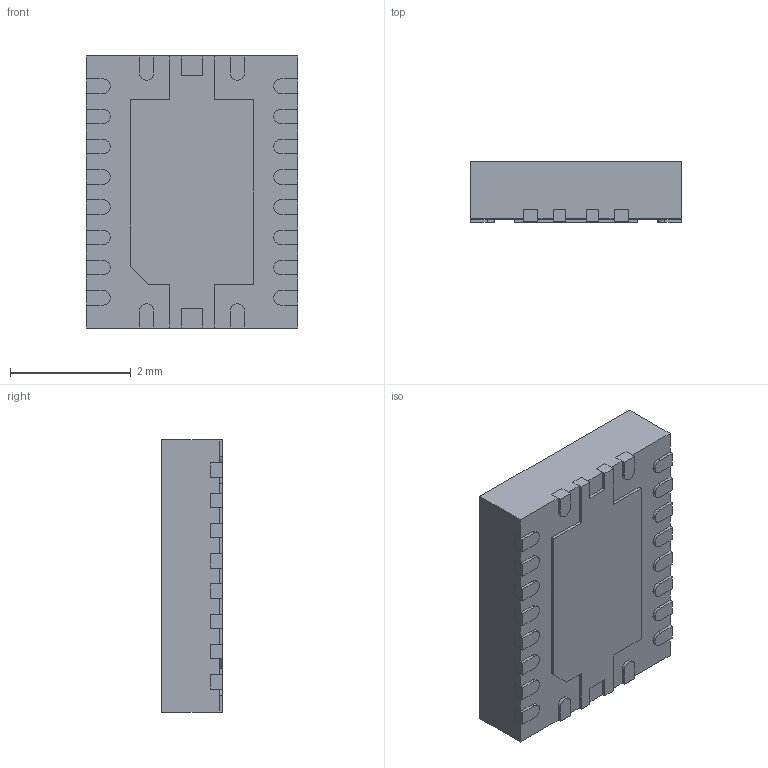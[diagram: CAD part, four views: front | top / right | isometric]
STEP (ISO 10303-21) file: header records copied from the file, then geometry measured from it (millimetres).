
FILE_DESCRIPTION (( 'STEP AP214' ), '1' );
FILE_NAME ('RHL20.STEP', '2020-08-10T11:08:40', ( '' ), ( '' ), 'SwSTEP 2.0', 'SolidWorks 2017', '' );
FILE_SCHEMA (( 'AUTOMOTIVE_DESIGN' ));
Length unit declared in the file: millimetre
Products named in the file (1): RHL20
Bounding box: 3.5 x 1 x 4.5 mm (x, y, z)
Volume: 15.4 mm3; surface area: 76.3 mm2
Topology: 23 solids, 23 shells, 261 faces, 642 edges, 428 vertices
Faces by surface type: plane 213, cylinder 48
Entity records: 9140 total; most frequent: CARTESIAN_POINT 1332, ORIENTED_EDGE 1284, DIRECTION 1262, EDGE_CURVE 642, VECTOR 546, LINE 546, VERTEX_POINT 428, AXIS2_PLACEMENT_3D 358
